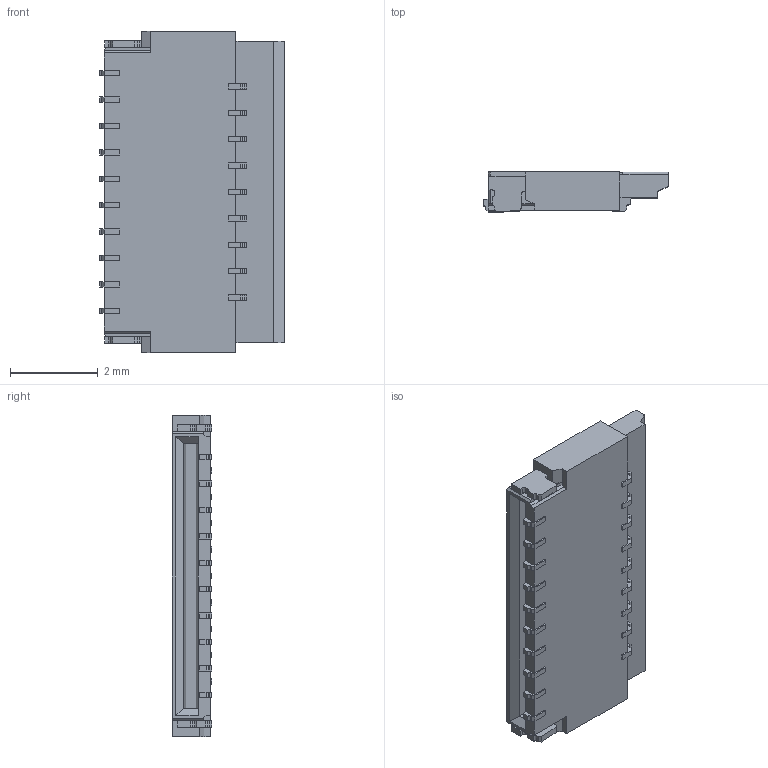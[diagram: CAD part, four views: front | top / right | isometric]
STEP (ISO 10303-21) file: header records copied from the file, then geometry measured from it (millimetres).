
FILE_DESCRIPTION(('CoCreate Modeling STEP Export'),'2;1');
FILE_NAME('FH35-19S-03SHW.stp','2013-04-26T14:27:43',(''),(''),'CoCreate Modeling STEP processor for AP214 (Solid Model)','CoCreate Modeling 17.0 01-Apr-2010 (C) Parametric Technology GmbH','');
FILE_SCHEMA(('AUTOMOTIVE_DESIGN { 1 0 10303 214 1 1 1 1 }'));
Length unit declared in the file: millimetre
Products named in the file (1): FH35-19S-03SHW
Bounding box: 4.2 x 0.9 x 7.3 mm (x, y, z)
Volume: 19.5 mm3; surface area: 98.8 mm2
Topology: 1 solids, 1 shells, 286 faces, 833 edges, 552 vertices
Faces by surface type: plane 252, cylinder 34
Entity records: 9226 total; most frequent: ORIENTED_EDGE 1666, CARTESIAN_POINT 1649, DIRECTION 1443, EDGE_CURVE 833, VECTOR 751, LINE 751, VERTEX_POINT 552, AXIS2_PLACEMENT_3D 346
